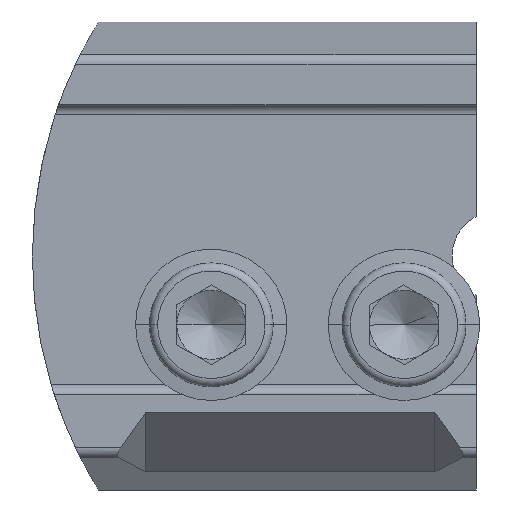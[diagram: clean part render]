
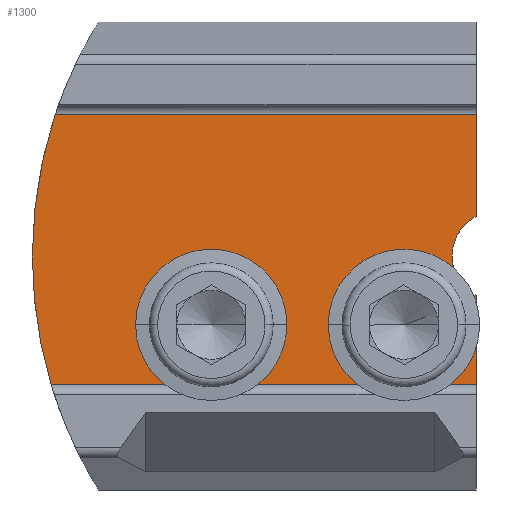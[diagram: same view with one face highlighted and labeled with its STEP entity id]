
A CAD part, left-side view. The second image highlights one B-rep face of the part: STEP entity #1300.
In plain terms, the highlighted planar face has unit normal (-1, 0, 0).
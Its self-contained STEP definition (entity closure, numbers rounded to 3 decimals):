
#828=EDGE_CURVE('NONE',#1076,#1450,#2229,.T.);
#878=VERTEX_POINT('NONE',#2284);
#928=EDGE_CURVE('NONE',#2038,#1106,#2339,.T.);
#1076=VERTEX_POINT('NONE',#2499);
#1080=EDGE_CURVE('NONE',#1202,#1226,#2503,.T.);
#1106=VERTEX_POINT('NONE',#2532);
#1164=EDGE_CURVE('NONE',#1986,#1226,#2595,.T.);
#1186=VERTEX_POINT('NONE',#2617);
#1202=VERTEX_POINT('NONE',#2635);
#1226=VERTEX_POINT('NONE',#2662);
#1300=ADVANCED_FACE('NONE',(#2749,#2750,#2751),#2752,.T.);
#1318=EDGE_CURVE('NONE',#878,#1564,#2772,.T.);
#1426=EDGE_CURVE('NONE',#1986,#1076,#2897,.T.);
#1450=VERTEX_POINT('NONE',#2923);
#1562=VERTEX_POINT('NONE',#3045);
#1564=VERTEX_POINT('NONE',#3047);
#1688=EDGE_CURVE('NONE',#1106,#1186,#3185,.T.);
#1712=EDGE_CURVE('NONE',#2038,#1450,#3212,.T.);
#1726=EDGE_CURVE('NONE',#1562,#2084,#3226,.T.);
#1746=EDGE_CURVE('NONE',#1564,#878,#3247,.T.);
#1824=EDGE_CURVE('NONE',#1186,#1202,#3333,.T.);
#1922=EDGE_CURVE('NONE',#2084,#1562,#3442,.T.);
#1986=VERTEX_POINT('NONE',#3512);
#2038=VERTEX_POINT('NONE',#3569);
#2084=VERTEX_POINT('NONE',#3621);
#2229=CIRCLE('',#3834,64.9);
#2284=CARTESIAN_POINT('',(10.1,10.5,-3.75));
#2339=LINE('',#3989,#3990);
#2499=CARTESIAN_POINT('',(10.1,64.5,0.));
#2503=LINE('',#4247,#4248);
#2532=CARTESIAN_POINT('',(10.1,0.,5.766));
#2595=LINE('',#4393,#4394);
#2617=CARTESIAN_POINT('',(10.1,3.5,0.));
#2635=CARTESIAN_POINT('',(10.1,0.,-5.766));
#2662=CARTESIAN_POINT('',(10.1,0.,-18.65));
#2749=FACE_OUTER_BOUND('',#4640,.T.);
#2750=FACE_BOUND('',#4641,.T.);
#2751=FACE_BOUND('',#4642,.T.);
#2752=PLANE('',#4643);
#2772=CIRCLE('',#4687,6.25);
#2897=CIRCLE('',#4867,64.9);
#2923=CARTESIAN_POINT('',(10.1,61.177,20.5));
#3045=CARTESIAN_POINT('',(10.1,38.5,-16.25));
#3047=CARTESIAN_POINT('',(10.1,10.5,-16.25));
#3185=CIRCLE('',#5280,6.5);
#3212=LINE('',#5319,#5320);
#3226=CIRCLE('',#5340,6.25);
#3247=CIRCLE('',#5371,6.25);
#3333=CIRCLE('',#5498,6.5);
#3442=CIRCLE('',#5678,6.25);
#3512=CARTESIAN_POINT('',(10.1,61.763,-18.65));
#3569=CARTESIAN_POINT('',(10.1,0.,20.5));
#3621=CARTESIAN_POINT('',(10.1,38.5,-3.75));
#3834=AXIS2_PLACEMENT_3D('',#6088,#6089,#6090);
#3989=CARTESIAN_POINT('',(10.1,0.,22.0));
#3990=VECTOR('',#6218,1000.0);
#4247=CARTESIAN_POINT('',(10.1,0.,22.0));
#4248=VECTOR('',#6380,1000.0);
#4393=CARTESIAN_POINT('',(10.1,0.,-18.65));
#4394=VECTOR('',#6472,1000.0);
#4640=EDGE_LOOP('',(#6645,#6646,#6647,#6648,#6649,#6650,#6651,#6652));
#4641=EDGE_LOOP('',(#6653,#6654));
#4642=EDGE_LOOP('',(#6655,#6656));
#4643=AXIS2_PLACEMENT_3D('',#6657,#6658,#6659);
#4687=AXIS2_PLACEMENT_3D('',#6680,#6681,#6682);
#4867=AXIS2_PLACEMENT_3D('',#6899,#6900,#6901);
#5280=AXIS2_PLACEMENT_3D('',#7202,#7203,#7204);
#5319=CARTESIAN_POINT('',(10.1,65.0,20.5));
#5320=VECTOR('',#7238,1000.0);
#5340=AXIS2_PLACEMENT_3D('',#7244,#7245,#7246);
#5371=AXIS2_PLACEMENT_3D('',#7262,#7263,#7264);
#5498=AXIS2_PLACEMENT_3D('',#7365,#7366,#7367);
#5678=AXIS2_PLACEMENT_3D('',#7492,#7493,#7494);
#6088=CARTESIAN_POINT('',(10.1,-0.4,0.));
#6089=DIRECTION('',(1.0,0.,0.));
#6090=DIRECTION('',(0.0,1.0,0.));
#6218=DIRECTION('',(0.,0.,-1.0));
#6380=DIRECTION('',(0.,0.,-1.0));
#6472=DIRECTION('',(0.0,-1.0,0.));
#6645=ORIENTED_EDGE('',*,*,#1080,.F.);
#6646=ORIENTED_EDGE('',*,*,#1824,.F.);
#6647=ORIENTED_EDGE('',*,*,#1688,.F.);
#6648=ORIENTED_EDGE('',*,*,#928,.F.);
#6649=ORIENTED_EDGE('',*,*,#1712,.T.);
#6650=ORIENTED_EDGE('',*,*,#828,.F.);
#6651=ORIENTED_EDGE('',*,*,#1426,.F.);
#6652=ORIENTED_EDGE('',*,*,#1164,.T.);
#6653=ORIENTED_EDGE('',*,*,#1726,.F.);
#6654=ORIENTED_EDGE('',*,*,#1922,.F.);
#6655=ORIENTED_EDGE('',*,*,#1746,.F.);
#6656=ORIENTED_EDGE('',*,*,#1318,.F.);
#6657=CARTESIAN_POINT('',(10.1,65.0,22.0));
#6658=DIRECTION('',(-1.0,0.,0.));
#6659=DIRECTION('',(0.0,1.0,0.));
#6680=CARTESIAN_POINT('',(10.1,10.5,-10.0));
#6681=DIRECTION('',(-1.0,0.,0.));
#6682=DIRECTION('',(0.0,1.0,0.));
#6899=CARTESIAN_POINT('',(10.1,-0.4,0.));
#6900=DIRECTION('',(1.0,0.,0.));
#6901=DIRECTION('',(0.,1.0,0.));
#7202=CARTESIAN_POINT('',(10.1,-3.0,0.));
#7203=DIRECTION('',(-1.0,0.,0.));
#7204=DIRECTION('',(0.0,1.0,0.));
#7238=DIRECTION('',(0.0,1.0,0.));
#7244=CARTESIAN_POINT('',(10.1,38.5,-10.));
#7245=DIRECTION('',(-1.0,0.,0.));
#7246=DIRECTION('',(0.0,1.0,0.));
#7262=CARTESIAN_POINT('',(10.1,10.5,-10.0));
#7263=DIRECTION('',(-1.0,0.,0.));
#7264=DIRECTION('',(0.0,1.0,0.));
#7365=CARTESIAN_POINT('',(10.1,-3.0,0.));
#7366=DIRECTION('',(-1.0,0.,0.));
#7367=DIRECTION('',(0.0,1.0,0.));
#7492=CARTESIAN_POINT('',(10.1,38.5,-10.));
#7493=DIRECTION('',(-1.0,0.,0.));
#7494=DIRECTION('',(0.0,1.0,0.));
